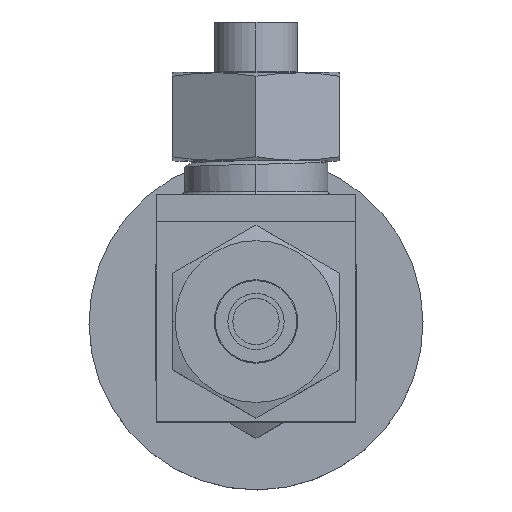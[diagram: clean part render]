
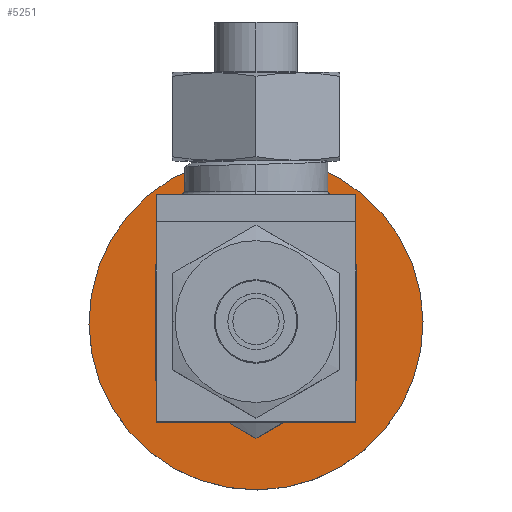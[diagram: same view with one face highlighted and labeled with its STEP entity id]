
A CAD part, top view. The second image highlights one B-rep face of the part: STEP entity #5251.
In plain terms, the highlighted planar face has unit normal (0, 0, 1).
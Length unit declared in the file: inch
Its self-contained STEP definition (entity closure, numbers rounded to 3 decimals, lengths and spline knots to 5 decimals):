
#228 = ORIENTED_EDGE ( 'NONE', *, *, #1922, .T. ) ;
#643 = CARTESIAN_POINT ( 'NONE',  ( 0.07631, 0.22154, -3.43824 ) ) ;
#991 = EDGE_LOOP ( 'NONE', ( #12798, #228 ) ) ;
#1862 = CARTESIAN_POINT ( 'NONE',  ( 0.07228, 0.72152, -3.43824 ) ) ;
#1922 = EDGE_CURVE ( 'Defeatured_0_111+Defeatured_0_109+Defeatured_0_109+Defeatured_0_109', #5239, #16434, #8832, .T. ) ;
#2604 = ORIENTED_EDGE ( 'NONE', *, *, #15760, .F. ) ;
#3164 = DIRECTION ( 'NONE',  ( -0.008, 1., 0. ) ) ;
#4716 = VERTEX_POINT ( 'NONE', #643 ) ;
#4730 = CIRCLE ( 'NONE', #6989, 0.5 ) ;
#4733 = AXIS2_PLACEMENT_3D ( 'NONE', #1862, #10831, #3164 ) ;
#4800 = AXIS2_PLACEMENT_3D ( 'NONE', #8151, #7860, #5397 ) ;
#4903 = FACE_OUTER_BOUND ( 'NONE', #991, .T. ) ;
#5141 = EDGE_CURVE ( 'Defeatured_0_106+Defeatured_0_111+Defeatured_0_111+Defeatured_0_111', #4716, #12779, #4730, .T. ) ;
#5239 = VERTEX_POINT ( 'NONE', #7627 ) ;
#5251 = ADVANCED_FACE ( 'Defeatured_0_111', ( #15166, #4903 ), #16347, .T. ) ;
#5397 = DIRECTION ( 'NONE',  ( -0.008, 1., 0. ) ) ;
#5683 = DIRECTION ( 'NONE',  ( 0., 0., 1. ) ) ;
#5699 = CARTESIAN_POINT ( 'NONE',  ( 0.07228, 0.72152, -3.43824 ) ) ;
#5745 = CARTESIAN_POINT ( 'NONE',  ( 0.07228, 0.72152, -3.43824 ) ) ;
#5981 = DIRECTION ( 'NONE',  ( -0.008, 1., 0. ) ) ;
#6278 = AXIS2_PLACEMENT_3D ( 'NONE', #6924, #15961, #8231 ) ;
#6924 = CARTESIAN_POINT ( 'NONE',  ( 0.07228, 0.72152, -3.43824 ) ) ;
#6989 = AXIS2_PLACEMENT_3D ( 'NONE', #5745, #5683, #5981 ) ;
#7425 = CIRCLE ( 'NONE', #6278, 0.5 ) ;
#7446 = AXIS2_PLACEMENT_3D ( 'NONE', #5699, #15311, #16191 ) ;
#7627 = CARTESIAN_POINT ( 'NONE',  ( 0.0647, 1.66149, -3.43824 ) ) ;
#7860 = DIRECTION ( 'NONE',  ( 0., 0., 1. ) ) ;
#8151 = CARTESIAN_POINT ( 'NONE',  ( 0.07228, 0.72152, -3.43824 ) ) ;
#8231 = DIRECTION ( 'NONE',  ( -0.008, 1., 0. ) ) ;
#8341 = EDGE_LOOP ( 'NONE', ( #2604, #14678 ) ) ;
#8832 = CIRCLE ( 'NONE', #4800, 0.94 ) ;
#10696 = CARTESIAN_POINT ( 'NONE',  ( 0.06825, 1.2215, -3.43824 ) ) ;
#10831 = DIRECTION ( 'NONE',  ( 0., 0., 1. ) ) ;
#11105 = EDGE_CURVE ( 'Defeatured_0_111+Defeatured_0_109+Defeatured_0_109+Defeatured_0_109', #16434, #5239, #11475, .T. ) ;
#11475 = CIRCLE ( 'NONE', #4733, 0.94 ) ;
#12779 = VERTEX_POINT ( 'NONE', #10696 ) ;
#12798 = ORIENTED_EDGE ( 'NONE', *, *, #11105, .T. ) ;
#14678 = ORIENTED_EDGE ( 'NONE', *, *, #5141, .F. ) ;
#15166 = FACE_BOUND ( 'NONE', #8341, .T. ) ;
#15311 = DIRECTION ( 'NONE',  ( 0., 0., 1. ) ) ;
#15593 = CARTESIAN_POINT ( 'NONE',  ( 0.07986, -0.21845, -3.43824 ) ) ;
#15760 = EDGE_CURVE ( 'Defeatured_0_106+Defeatured_0_111+Defeatured_0_111+Defeatured_0_111', #12779, #4716, #7425, .T. ) ;
#15961 = DIRECTION ( 'NONE',  ( 0., 0., 1. ) ) ;
#16191 = DIRECTION ( 'NONE',  ( -0.008, 1., 0. ) ) ;
#16347 = PLANE ( 'NONE',  #7446 ) ;
#16434 = VERTEX_POINT ( 'NONE', #15593 ) ;
